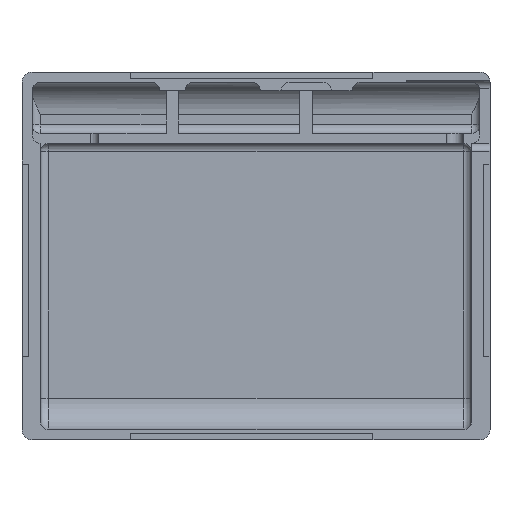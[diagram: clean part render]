
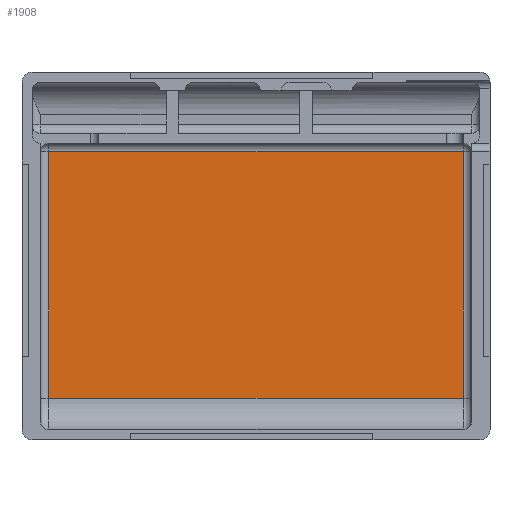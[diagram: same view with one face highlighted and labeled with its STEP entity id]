
A CAD part, top view. The second image highlights one B-rep face of the part: STEP entity #1908.
In plain terms, the highlighted planar face has unit normal (0, 0, 1).
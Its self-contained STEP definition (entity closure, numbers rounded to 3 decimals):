
#58=PLANE('',#2069);
#142=FACE_OUTER_BOUND('',#248,.T.);
#248=EDGE_LOOP('',(#1553,#1554,#1555,#1556));
#426=LINE('',#3134,#624);
#430=LINE('',#3152,#628);
#433=LINE('',#3166,#631);
#437=LINE('',#3173,#635);
#624=VECTOR('',#2444,10.);
#628=VECTOR('',#2468,10.);
#631=VECTOR('',#2485,10.);
#635=VECTOR('',#2495,10.);
#906=VERTEX_POINT('',#3127);
#908=VERTEX_POINT('',#3132);
#912=VERTEX_POINT('',#3148);
#916=VERTEX_POINT('',#3161);
#1134=EDGE_CURVE('',#908,#906,#426,.T.);
#1144=EDGE_CURVE('',#906,#912,#430,.T.);
#1151=EDGE_CURVE('',#912,#916,#433,.T.);
#1155=EDGE_CURVE('',#916,#908,#437,.T.);
#1553=ORIENTED_EDGE('',*,*,#1151,.F.);
#1554=ORIENTED_EDGE('',*,*,#1144,.F.);
#1555=ORIENTED_EDGE('',*,*,#1134,.F.);
#1556=ORIENTED_EDGE('',*,*,#1155,.F.);
#1908=ADVANCED_FACE('',(#142),#58,.T.);
#2069=AXIS2_PLACEMENT_3D('',#3172,#2493,#2494);
#2444=DIRECTION('',(0.,1.,0.));
#2468=DIRECTION('',(1.,0.,0.));
#2485=DIRECTION('',(0.,-1.,0.));
#2493=DIRECTION('center_axis',(0.,0.,1.));
#2494=DIRECTION('ref_axis',(1.,0.,0.));
#2495=DIRECTION('',(-1.,0.,0.));
#3127=CARTESIAN_POINT('',(3.2,34.5,0.8));
#3132=CARTESIAN_POINT('',(3.2,5.,0.8));
#3134=CARTESIAN_POINT('',(3.2,20.175,0.8));
#3148=CARTESIAN_POINT('',(52.8,34.5,0.8));
#3152=CARTESIAN_POINT('',(14.6,34.5,0.8));
#3161=CARTESIAN_POINT('',(52.8,5.,0.8));
#3166=CARTESIAN_POINT('',(52.8,20.175,0.8));
#3172=CARTESIAN_POINT('Origin',(28.,22.,0.8));
#3173=CARTESIAN_POINT('',(14.,5.,0.8));
